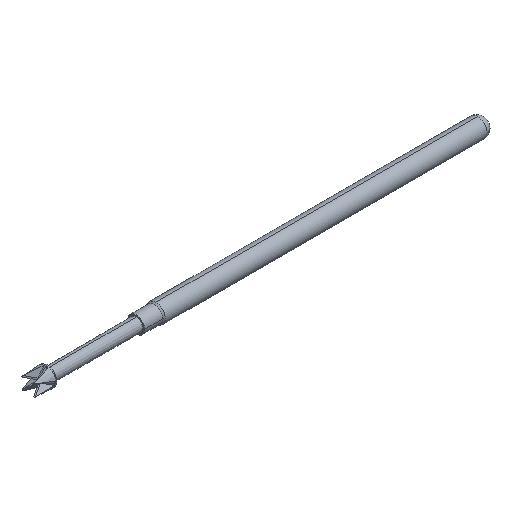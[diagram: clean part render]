
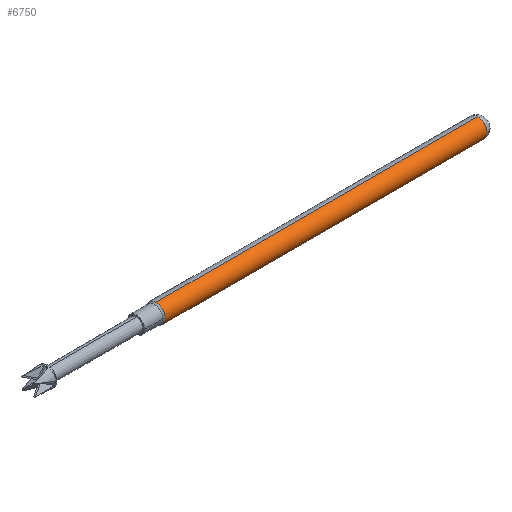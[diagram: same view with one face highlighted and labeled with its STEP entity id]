
A CAD part, isometric view. The second image highlights one B-rep face of the part: STEP entity #6750.
In plain terms, the highlighted cylindrical face has radius 0.683 mm (diameter 1.367 mm), a partial arc.
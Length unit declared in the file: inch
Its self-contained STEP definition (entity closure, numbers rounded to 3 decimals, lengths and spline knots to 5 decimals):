
#9 = VERTEX_POINT ( 'NONE', #7295 ) ;
#352 = CARTESIAN_POINT ( 'NONE',  ( 0.0565, 0., 0.0269 ) ) ;
#518 = VERTEX_POINT ( 'NONE', #3790 ) ;
#736 = DIRECTION ( 'NONE',  ( 1., 0., 0. ) ) ;
#801 = AXIS2_PLACEMENT_3D ( 'NONE', #2598, #2544, #7514 ) ;
#1183 = VERTEX_POINT ( 'NONE', #352 ) ;
#1356 = AXIS2_PLACEMENT_3D ( 'NONE', #2791, #4138, #2091 ) ;
#1461 = DIRECTION ( 'NONE',  ( -1., 0., 0. ) ) ;
#1522 = LINE ( 'NONE', #2179, #4468 ) ;
#1819 = CARTESIAN_POINT ( 'NONE',  ( 0.98023, -0.0269, 0. ) ) ;
#2031 = ORIENTED_EDGE ( 'NONE', *, *, #8249, .T. ) ;
#2088 = CARTESIAN_POINT ( 'NONE',  ( 0.98023, 0., 0.0269 ) ) ;
#2091 = DIRECTION ( 'NONE',  ( 0., 1., 0. ) ) ;
#2179 = CARTESIAN_POINT ( 'NONE',  ( 0.99999, 0., -0.0269 ) ) ;
#2544 = DIRECTION ( 'NONE',  ( 1., 0., 0. ) ) ;
#2598 = CARTESIAN_POINT ( 'NONE',  ( 0.0565, 0., 0. ) ) ;
#2667 = ORIENTED_EDGE ( 'NONE', *, *, #7143, .T. ) ;
#2757 = CARTESIAN_POINT ( 'NONE',  ( 0.98023, 0., 0. ) ) ;
#2788 = AXIS2_PLACEMENT_3D ( 'NONE', #4808, #7534, #4705 ) ;
#2791 = CARTESIAN_POINT ( 'NONE',  ( 0.0565, 0., 0. ) ) ;
#2827 = CARTESIAN_POINT ( 'NONE',  ( 0.99999, 0., 0. ) ) ;
#3413 = DIRECTION ( 'NONE',  ( 0., 1., 0. ) ) ;
#3589 = DIRECTION ( 'NONE',  ( -1., 0., 0. ) ) ;
#3599 = VERTEX_POINT ( 'NONE', #1819 ) ;
#3790 = CARTESIAN_POINT ( 'NONE',  ( 0.98023, 0., -0.0269 ) ) ;
#3884 = EDGE_CURVE ( 'NONE', #1183, #9, #8556, .T. ) ;
#4015 = VERTEX_POINT ( 'NONE', #2088 ) ;
#4029 = ORIENTED_EDGE ( 'NONE', *, *, #8644, .F. ) ;
#4138 = DIRECTION ( 'NONE',  ( 1., 0., 0. ) ) ;
#4337 = ORIENTED_EDGE ( 'NONE', *, *, #6973, .F. ) ;
#4425 = ORIENTED_EDGE ( 'NONE', *, *, #4750, .F. ) ;
#4468 = VECTOR ( 'NONE', #3589, 39.37008 ) ;
#4705 = DIRECTION ( 'NONE',  ( 0., 1., 0. ) ) ;
#4748 = CARTESIAN_POINT ( 'NONE',  ( 0.99999, 0., 0.0269 ) ) ;
#4750 = EDGE_CURVE ( 'NONE', #4015, #3599, #6587, .T. ) ;
#4808 = CARTESIAN_POINT ( 'NONE',  ( 0.98023, 0., 0. ) ) ;
#5019 = CIRCLE ( 'NONE', #1356, 0.0269 ) ;
#5264 = FACE_OUTER_BOUND ( 'NONE', #8133, .T. ) ;
#5756 = VERTEX_POINT ( 'NONE', #6186 ) ;
#6127 = DIRECTION ( 'NONE',  ( -1., 0., 0. ) ) ;
#6186 = CARTESIAN_POINT ( 'NONE',  ( 0.0565, 0., -0.0269 ) ) ;
#6226 = CIRCLE ( 'NONE', #6898, 0.0269 ) ;
#6486 = DIRECTION ( 'NONE',  ( 0., 0., 1. ) ) ;
#6561 = CYLINDRICAL_SURFACE ( 'NONE', #7117, 0.0269 ) ;
#6587 = CIRCLE ( 'NONE', #2788, 0.0269 ) ;
#6750 = ADVANCED_FACE ( 'NONE', ( #5264 ), #6561, .T. ) ;
#6898 = AXIS2_PLACEMENT_3D ( 'NONE', #2757, #736, #3413 ) ;
#6973 = EDGE_CURVE ( 'NONE', #3599, #518, #6226, .T. ) ;
#6978 = VECTOR ( 'NONE', #6127, 39.37008 ) ;
#7117 = AXIS2_PLACEMENT_3D ( 'NONE', #2827, #1461, #6486 ) ;
#7143 = EDGE_CURVE ( 'NONE', #9, #5756, #5019, .T. ) ;
#7295 = CARTESIAN_POINT ( 'NONE',  ( 0.0565, -0.0269, 0. ) ) ;
#7309 = LINE ( 'NONE', #4748, #6978 ) ;
#7514 = DIRECTION ( 'NONE',  ( 0., 1., 0. ) ) ;
#7534 = DIRECTION ( 'NONE',  ( 1., 0., 0. ) ) ;
#7923 = ORIENTED_EDGE ( 'NONE', *, *, #3884, .T. ) ;
#8133 = EDGE_LOOP ( 'NONE', ( #4029, #4337, #4425, #2031, #7923, #2667 ) ) ;
#8249 = EDGE_CURVE ( 'NONE', #4015, #1183, #7309, .T. ) ;
#8556 = CIRCLE ( 'NONE', #801, 0.0269 ) ;
#8644 = EDGE_CURVE ( 'NONE', #518, #5756, #1522, .T. ) ;
